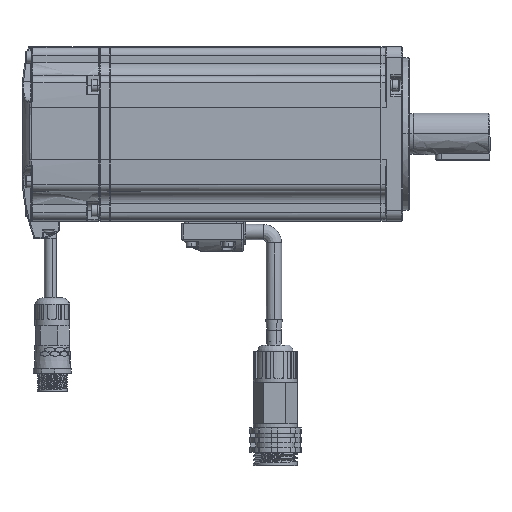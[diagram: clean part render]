
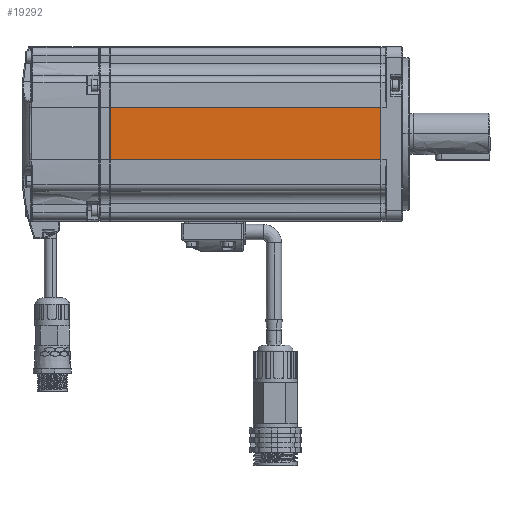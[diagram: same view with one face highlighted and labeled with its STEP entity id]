
A CAD part, top view. The second image highlights one B-rep face of the part: STEP entity #19292.
In plain terms, the highlighted free-form (B-spline) face has degree [1, 1] with [2, 2] control points.
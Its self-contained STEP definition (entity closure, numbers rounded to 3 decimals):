
#798 = ORIENTED_EDGE ( 'NONE', *, *, #74940, .F. ) ;
#2594 = CARTESIAN_POINT ( 'NONE',  ( -97.49, -13.904, 234.3 ) ) ;
#7923 = CARTESIAN_POINT ( 'NONE',  ( 26.51, 10.096, 234.3 ) ) ;
#10448 = ORIENTED_EDGE ( 'NONE', *, *, #79636, .F. ) ;
#15174 = B_SPLINE_CURVE_WITH_KNOTS ( 'NONE', 1,
 ( #7923, #23467 ),
 .UNSPECIFIED., .F., .F.,
 ( 2, 2 ),
 ( 0., 1. ),
 .UNSPECIFIED. ) ;
#19292 = ADVANCED_FACE ( 'NONE', ( #56227 ), #56417, .F. ) ;
#20828 = CARTESIAN_POINT ( 'NONE',  ( 26.51, 10.096, 234.3 ) ) ;
#21180 = CARTESIAN_POINT ( 'NONE',  ( -97.49, 10.096, 234.3 ) ) ;
#22432 = ORIENTED_EDGE ( 'NONE', *, *, #29240, .F. ) ;
#23467 = CARTESIAN_POINT ( 'NONE',  ( 26.51, -13.904, 234.3 ) ) ;
#29240 = EDGE_CURVE ( 'NONE', #51081, #88059, #15174, .T. ) ;
#30184 = CARTESIAN_POINT ( 'NONE',  ( 26.51, -13.904, 234.3 ) ) ;
#33443 = B_SPLINE_CURVE_WITH_KNOTS ( 'NONE', 1,
 ( #55076, #88633 ),
 .UNSPECIFIED., .F., .F.,
 ( 2, 2 ),
 ( 0., 1. ),
 .UNSPECIFIED. ) ;
#37579 = B_SPLINE_CURVE_WITH_KNOTS ( 'NONE', 1,
 ( #89283, #82345 ),
 .UNSPECIFIED., .F., .F.,
 ( 2, 2 ),
 ( -1., 0. ),
 .UNSPECIFIED. ) ;
#38697 = CARTESIAN_POINT ( 'NONE',  ( 26.51, -13.904, 234.3 ) ) ;
#46968 = EDGE_CURVE ( 'NONE', #51081, #100006, #33443, .T. ) ;
#51081 = VERTEX_POINT ( 'NONE', #103544 ) ;
#55076 = CARTESIAN_POINT ( 'NONE',  ( 26.51, 10.096, 234.3 ) ) ;
#56227 = FACE_OUTER_BOUND ( 'NONE', #78726, .T. ) ;
#56417 = B_SPLINE_SURFACE_WITH_KNOTS ( 'NONE', 1, 1, ( 
 ( #20828, #21180 ),
 ( #30184, #78161 ) ),
 .UNSPECIFIED., .F., .F., .F.,
 ( 2, 2 ),
 ( 2, 2 ),
 ( 0., 1. ),
 ( 0., 1. ),
 .UNSPECIFIED. ) ;
#63815 = CARTESIAN_POINT ( 'NONE',  ( -97.49, 10.096, 234.3 ) ) ;
#64484 = VERTEX_POINT ( 'NONE', #2594 ) ;
#74551 = B_SPLINE_CURVE_WITH_KNOTS ( 'NONE', 1,
 ( #88445, #102898 ),
 .UNSPECIFIED., .F., .F.,
 ( 2, 2 ),
 ( 0., 1. ),
 .UNSPECIFIED. ) ;
#74940 = EDGE_CURVE ( 'NONE', #88059, #64484, #37579, .T. ) ;
#78161 = CARTESIAN_POINT ( 'NONE',  ( -97.49, -13.904, 234.3 ) ) ;
#78726 = EDGE_LOOP ( 'NONE', ( #88108, #10448, #798, #22432 ) ) ;
#79636 = EDGE_CURVE ( 'NONE', #64484, #100006, #74551, .T. ) ;
#82345 = CARTESIAN_POINT ( 'NONE',  ( -97.49, -13.904, 234.3 ) ) ;
#88059 = VERTEX_POINT ( 'NONE', #38697 ) ;
#88108 = ORIENTED_EDGE ( 'NONE', *, *, #46968, .T. ) ;
#88445 = CARTESIAN_POINT ( 'NONE',  ( -97.49, -13.904, 234.3 ) ) ;
#88633 = CARTESIAN_POINT ( 'NONE',  ( -97.49, 10.096, 234.3 ) ) ;
#89283 = CARTESIAN_POINT ( 'NONE',  ( 26.51, -13.904, 234.3 ) ) ;
#100006 = VERTEX_POINT ( 'NONE', #63815 ) ;
#102898 = CARTESIAN_POINT ( 'NONE',  ( -97.49, 10.096, 234.3 ) ) ;
#103544 = CARTESIAN_POINT ( 'NONE',  ( 26.51, 10.096, 234.3 ) ) ;
